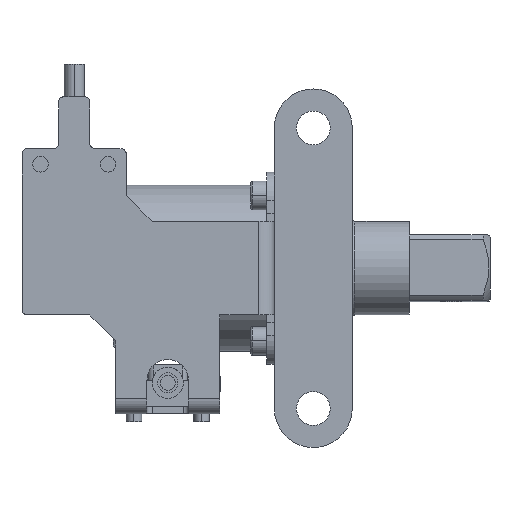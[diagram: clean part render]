
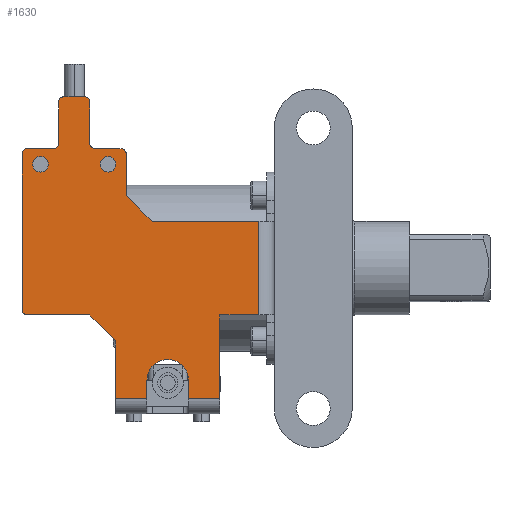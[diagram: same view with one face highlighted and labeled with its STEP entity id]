
A CAD part, left-side view. The second image highlights one B-rep face of the part: STEP entity #1630.
In plain terms, the highlighted planar face has unit normal (-1, 0, 0).
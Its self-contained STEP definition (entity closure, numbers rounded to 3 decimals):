
#287=CARTESIAN_POINT('',(0.,47.5,22.));
#288=DIRECTION('',(-1.,0.,0.));
#289=DIRECTION('',(0.,0.,1.));
#290=AXIS2_PLACEMENT_3D('',#287,#288,#289);
#292=DIRECTION('',(0.,-1.,0.));
#293=VECTOR('',#292,5.);
#294=CARTESIAN_POINT('',(0.,47.5,23.));
#295=LINE('',#294,#293);
#296=DIRECTION('',(0.,0.,1.));
#297=VECTOR('',#296,8.);
#298=CARTESIAN_POINT('',(0.,41.5,24.));
#299=LINE('',#298,#297);
#300=CARTESIAN_POINT('',(0.,40.5,32.));
#301=DIRECTION('',(-1.,0.,0.));
#302=DIRECTION('',(0.,0.,1.));
#303=AXIS2_PLACEMENT_3D('',#300,#301,#302);
#305=DIRECTION('',(0.,-1.,0.));
#306=VECTOR('',#305,4.);
#307=CARTESIAN_POINT('',(0.,40.5,33.));
#308=LINE('',#307,#306);
#309=CARTESIAN_POINT('',(0.,36.5,32.));
#310=DIRECTION('',(-1.,0.,0.));
#311=DIRECTION('',(0.,-1.,0.));
#312=AXIS2_PLACEMENT_3D('',#309,#310,#311);
#314=DIRECTION('',(0.,0.,-1.));
#315=VECTOR('',#314,8.);
#316=CARTESIAN_POINT('',(0.,35.5,32.));
#317=LINE('',#316,#315);
#318=DIRECTION('',(0.,-1.,0.));
#319=VECTOR('',#318,5.);
#320=CARTESIAN_POINT('',(0.,34.5,23.));
#321=LINE('',#320,#319);
#322=CARTESIAN_POINT('',(0.,29.5,22.));
#323=DIRECTION('',(-1.,0.,0.));
#324=DIRECTION('',(0.,-1.,0.));
#325=AXIS2_PLACEMENT_3D('',#322,#323,#324);
#327=DIRECTION('',(0.,0.,-1.));
#328=VECTOR('',#327,8.);
#329=CARTESIAN_POINT('',(0.,28.5,22.));
#330=LINE('',#329,#328);
#331=DIRECTION('',(0.,-0.707,-0.707));
#332=VECTOR('',#331,7.071);
#333=CARTESIAN_POINT('',(0.,28.5,14.));
#334=LINE('',#333,#332);
#335=DIRECTION('',(0.,0.,1.));
#336=VECTOR('',#335,18.);
#337=CARTESIAN_POINT('',(0.,3.,-9.));
#338=LINE('',#337,#336);
#339=DIRECTION('',(0.,0.,-1.));
#340=VECTOR('',#339,16.05);
#341=CARTESIAN_POINT('',(0.,10.5,-9.));
#342=LINE('',#341,#340);
#343=DIRECTION('',(0.,0.,1.));
#344=VECTOR('',#343,3.5);
#345=CARTESIAN_POINT('',(0.,16.5,-25.05));
#346=LINE('',#345,#344);
#347=CARTESIAN_POINT('',(0.,20.5,-21.55));
#348=DIRECTION('',(-1.,0.,0.));
#349=DIRECTION('',(0.,-1.,0.));
#350=AXIS2_PLACEMENT_3D('',#347,#348,#349);
#352=DIRECTION('',(0.,0.,1.));
#353=VECTOR('',#352,3.5);
#354=CARTESIAN_POINT('',(0.,24.5,-25.05));
#355=LINE('',#354,#353);
#356=DIRECTION('',(0.,0.,1.));
#357=VECTOR('',#356,11.05);
#358=CARTESIAN_POINT('',(0.,30.5,-25.05));
#359=LINE('',#358,#357);
#360=DIRECTION('',(0.,0.707,0.707));
#361=VECTOR('',#360,7.071);
#362=CARTESIAN_POINT('',(0.,30.5,-14.));
#363=LINE('',#362,#361);
#364=CARTESIAN_POINT('',(0.,47.5,-8.));
#365=DIRECTION('',(-1.,0.,0.));
#366=DIRECTION('',(0.,1.,0.));
#367=AXIS2_PLACEMENT_3D('',#364,#365,#366);
#369=CARTESIAN_POINT('',(0.,45.,20.));
#370=DIRECTION('',(1.,0.,0.));
#371=DIRECTION('',(0.,-1.,0.));
#372=AXIS2_PLACEMENT_3D('',#369,#370,#371);
#374=CARTESIAN_POINT('',(0.,45.,20.));
#375=DIRECTION('',(1.,0.,0.));
#376=DIRECTION('',(0.,1.,0.));
#377=AXIS2_PLACEMENT_3D('',#374,#375,#376);
#379=CARTESIAN_POINT('',(0.,32.,20.));
#380=DIRECTION('',(1.,0.,0.));
#381=DIRECTION('',(0.,-1.,0.));
#382=AXIS2_PLACEMENT_3D('',#379,#380,#381);
#384=CARTESIAN_POINT('',(0.,32.,20.));
#385=DIRECTION('',(1.,0.,0.));
#386=DIRECTION('',(0.,1.,0.));
#387=AXIS2_PLACEMENT_3D('',#384,#385,#386);
#495=DIRECTION('',(0.,0.,-1.));
#496=VECTOR('',#495,30.);
#497=CARTESIAN_POINT('',(0.,48.5,22.));
#498=LINE('',#497,#496);
#507=DIRECTION('',(0.,1.,0.));
#508=VECTOR('',#507,7.5);
#509=CARTESIAN_POINT('',(0.,3.,-9.));
#510=LINE('',#509,#508);
#523=DIRECTION('',(0.,1.,0.));
#524=VECTOR('',#523,12.);
#525=CARTESIAN_POINT('',(0.,35.5,-9.));
#526=LINE('',#525,#524);
#558=DIRECTION('',(0.,1.,0.));
#559=VECTOR('',#558,6.);
#560=CARTESIAN_POINT('',(0.,10.5,-25.05));
#561=LINE('',#560,#559);
#740=DIRECTION('',(0.,1.,0.));
#741=VECTOR('',#740,6.);
#742=CARTESIAN_POINT('',(0.,24.5,-25.05));
#743=LINE('',#742,#741);
#857=DIRECTION('',(0.,1.,0.));
#858=VECTOR('',#857,20.5);
#859=CARTESIAN_POINT('',(0.,3.,9.));
#860=LINE('',#859,#858);
#882=CARTESIAN_POINT('',(0.,34.5,24.));
#883=DIRECTION('',(1.,0.,0.));
#884=DIRECTION('',(0.,0.,-1.));
#885=AXIS2_PLACEMENT_3D('',#882,#883,#884);
#916=CARTESIAN_POINT('',(0.,42.5,24.));
#917=DIRECTION('',(1.,0.,0.));
#918=DIRECTION('',(0.,-1.,0.));
#919=AXIS2_PLACEMENT_3D('',#916,#917,#918);
#999=CARTESIAN_POINT('',(0.,3.,-9.));
#1000=VERTEX_POINT('',#999);
#1001=CARTESIAN_POINT('',(0.,3.,9.));
#1002=VERTEX_POINT('',#1001);
#1013=CARTESIAN_POINT('',(0.,28.5,14.));
#1014=CARTESIAN_POINT('',(0.,23.5,9.));
#1015=VERTEX_POINT('',#1013);
#1016=VERTEX_POINT('',#1014);
#1027=CARTESIAN_POINT('',(0.,10.5,-9.));
#1028=CARTESIAN_POINT('',(0.,10.5,-25.05));
#1029=VERTEX_POINT('',#1027);
#1030=VERTEX_POINT('',#1028);
#1031=CARTESIAN_POINT('',(0.,30.5,-25.05));
#1032=CARTESIAN_POINT('',(0.,30.5,-14.));
#1033=VERTEX_POINT('',#1031);
#1034=VERTEX_POINT('',#1032);
#1035=CARTESIAN_POINT('',(0.,35.5,-9.));
#1036=VERTEX_POINT('',#1035);
#1038=CARTESIAN_POINT('',(0.,42.5,23.));
#1040=VERTEX_POINT('',#1038);
#1042=CARTESIAN_POINT('',(0.,41.5,24.));
#1044=VERTEX_POINT('',#1042);
#1046=CARTESIAN_POINT('',(0.,35.5,24.));
#1048=VERTEX_POINT('',#1046);
#1050=CARTESIAN_POINT('',(0.,34.5,23.));
#1052=VERTEX_POINT('',#1050);
#1057=CARTESIAN_POINT('',(0.,47.5,23.));
#1058=VERTEX_POINT('',#1057);
#1059=CARTESIAN_POINT('',(0.,48.5,22.));
#1060=VERTEX_POINT('',#1059);
#1065=CARTESIAN_POINT('',(0.,40.5,33.));
#1066=VERTEX_POINT('',#1065);
#1067=CARTESIAN_POINT('',(0.,41.5,32.));
#1068=VERTEX_POINT('',#1067);
#1073=CARTESIAN_POINT('',(0.,35.5,32.));
#1074=VERTEX_POINT('',#1073);
#1075=CARTESIAN_POINT('',(0.,36.5,33.));
#1076=VERTEX_POINT('',#1075);
#1081=CARTESIAN_POINT('',(0.,28.5,22.));
#1082=VERTEX_POINT('',#1081);
#1083=CARTESIAN_POINT('',(0.,29.5,23.));
#1084=VERTEX_POINT('',#1083);
#1085=CARTESIAN_POINT('',(0.,48.5,-8.));
#1086=CARTESIAN_POINT('',(0.,47.5,-9.));
#1087=VERTEX_POINT('',#1085);
#1088=VERTEX_POINT('',#1086);
#1101=CARTESIAN_POINT('',(0.,24.5,-25.05));
#1102=CARTESIAN_POINT('',(0.,24.5,-21.55));
#1103=VERTEX_POINT('',#1101);
#1104=VERTEX_POINT('',#1102);
#1105=CARTESIAN_POINT('',(0.,16.5,-21.55));
#1106=VERTEX_POINT('',#1105);
#1107=CARTESIAN_POINT('',(0.,16.5,-25.05));
#1108=VERTEX_POINT('',#1107);
#1197=CARTESIAN_POINT('',(0.,43.75,20.));
#1198=CARTESIAN_POINT('',(0.,46.25,20.));
#1199=VERTEX_POINT('',#1197);
#1200=VERTEX_POINT('',#1198);
#1205=CARTESIAN_POINT('',(0.,30.75,20.));
#1206=CARTESIAN_POINT('',(0.,33.25,20.));
#1207=VERTEX_POINT('',#1205);
#1208=VERTEX_POINT('',#1206);
#1558=CARTESIAN_POINT('',(0.,3.,-9.));
#1559=DIRECTION('',(1.,0.,0.));
#1560=DIRECTION('',(0.,1.,0.));
#1561=AXIS2_PLACEMENT_3D('',#1558,#1559,#1560);
#1562=PLANE('',#1561);
#1564=ORIENTED_EDGE('',*,*,#1563,.F.);
#1566=ORIENTED_EDGE('',*,*,#1565,.T.);
#1568=ORIENTED_EDGE('',*,*,#1567,.F.);
#1570=ORIENTED_EDGE('',*,*,#1569,.T.);
#1572=ORIENTED_EDGE('',*,*,#1571,.F.);
#1574=ORIENTED_EDGE('',*,*,#1573,.T.);
#1576=ORIENTED_EDGE('',*,*,#1575,.F.);
#1578=ORIENTED_EDGE('',*,*,#1577,.T.);
#1580=ORIENTED_EDGE('',*,*,#1579,.F.);
#1582=ORIENTED_EDGE('',*,*,#1581,.T.);
#1584=ORIENTED_EDGE('',*,*,#1583,.F.);
#1586=ORIENTED_EDGE('',*,*,#1585,.T.);
#1588=ORIENTED_EDGE('',*,*,#1587,.T.);
#1590=ORIENTED_EDGE('',*,*,#1589,.F.);
#1591=ORIENTED_EDGE('',*,*,#1550,.F.);
#1593=ORIENTED_EDGE('',*,*,#1592,.T.);
#1595=ORIENTED_EDGE('',*,*,#1594,.T.);
#1597=ORIENTED_EDGE('',*,*,#1596,.T.);
#1599=ORIENTED_EDGE('',*,*,#1598,.T.);
#1601=ORIENTED_EDGE('',*,*,#1600,.T.);
#1603=ORIENTED_EDGE('',*,*,#1602,.F.);
#1605=ORIENTED_EDGE('',*,*,#1604,.T.);
#1607=ORIENTED_EDGE('',*,*,#1606,.T.);
#1609=ORIENTED_EDGE('',*,*,#1608,.T.);
#1611=ORIENTED_EDGE('',*,*,#1610,.T.);
#1613=ORIENTED_EDGE('',*,*,#1612,.F.);
#1615=ORIENTED_EDGE('',*,*,#1614,.F.);
#1616=EDGE_LOOP('',(#1564,#1566,#1568,#1570,#1572,#1574,#1576,#1578,#1580,#1582,
#1584,#1586,#1588,#1590,#1591,#1593,#1595,#1597,#1599,#1601,#1603,#1605,#1607,
#1609,#1611,#1613,#1615));
#1617=FACE_OUTER_BOUND('',#1616,.F.);
#1619=ORIENTED_EDGE('',*,*,#1618,.F.);
#1621=ORIENTED_EDGE('',*,*,#1620,.F.);
#1622=EDGE_LOOP('',(#1619,#1621));
#1623=FACE_BOUND('',#1622,.F.);
#1625=ORIENTED_EDGE('',*,*,#1624,.F.);
#1627=ORIENTED_EDGE('',*,*,#1626,.F.);
#1628=EDGE_LOOP('',(#1625,#1627));
#1629=FACE_BOUND('',#1628,.F.);
#1630=ADVANCED_FACE('',(#1617,#1623,#1629),#1562,.F.);
#291=CIRCLE('',#290,1.);
#304=CIRCLE('',#303,1.);
#313=CIRCLE('',#312,1.);
#326=CIRCLE('',#325,1.);
#351=CIRCLE('',#350,4.);
#368=CIRCLE('',#367,1.);
#373=CIRCLE('',#372,1.25);
#378=CIRCLE('',#377,1.25);
#383=CIRCLE('',#382,1.25);
#388=CIRCLE('',#387,1.25);
#886=CIRCLE('',#885,1.);
#920=CIRCLE('',#919,1.);
#1550=EDGE_CURVE('',#1000,#1002,#338,.T.);
#1563=EDGE_CURVE('',#1058,#1060,#291,.T.);
#1565=EDGE_CURVE('',#1058,#1040,#295,.T.);
#1567=EDGE_CURVE('',#1044,#1040,#920,.T.);
#1569=EDGE_CURVE('',#1044,#1068,#299,.T.);
#1571=EDGE_CURVE('',#1066,#1068,#304,.T.);
#1573=EDGE_CURVE('',#1066,#1076,#308,.T.);
#1575=EDGE_CURVE('',#1074,#1076,#313,.T.);
#1577=EDGE_CURVE('',#1074,#1048,#317,.T.);
#1579=EDGE_CURVE('',#1052,#1048,#886,.T.);
#1581=EDGE_CURVE('',#1052,#1084,#321,.T.);
#1583=EDGE_CURVE('',#1082,#1084,#326,.T.);
#1585=EDGE_CURVE('',#1082,#1015,#330,.T.);
#1587=EDGE_CURVE('',#1015,#1016,#334,.T.);
#1589=EDGE_CURVE('',#1002,#1016,#860,.T.);
#1592=EDGE_CURVE('',#1000,#1029,#510,.T.);
#1594=EDGE_CURVE('',#1029,#1030,#342,.T.);
#1596=EDGE_CURVE('',#1030,#1108,#561,.T.);
#1598=EDGE_CURVE('',#1108,#1106,#346,.T.);
#1600=EDGE_CURVE('',#1106,#1104,#351,.T.);
#1602=EDGE_CURVE('',#1103,#1104,#355,.T.);
#1604=EDGE_CURVE('',#1103,#1033,#743,.T.);
#1606=EDGE_CURVE('',#1033,#1034,#359,.T.);
#1608=EDGE_CURVE('',#1034,#1036,#363,.T.);
#1610=EDGE_CURVE('',#1036,#1088,#526,.T.);
#1612=EDGE_CURVE('',#1087,#1088,#368,.T.);
#1614=EDGE_CURVE('',#1060,#1087,#498,.T.);
#1618=EDGE_CURVE('',#1199,#1200,#373,.T.);
#1620=EDGE_CURVE('',#1200,#1199,#378,.T.);
#1624=EDGE_CURVE('',#1207,#1208,#383,.T.);
#1626=EDGE_CURVE('',#1208,#1207,#388,.T.);
